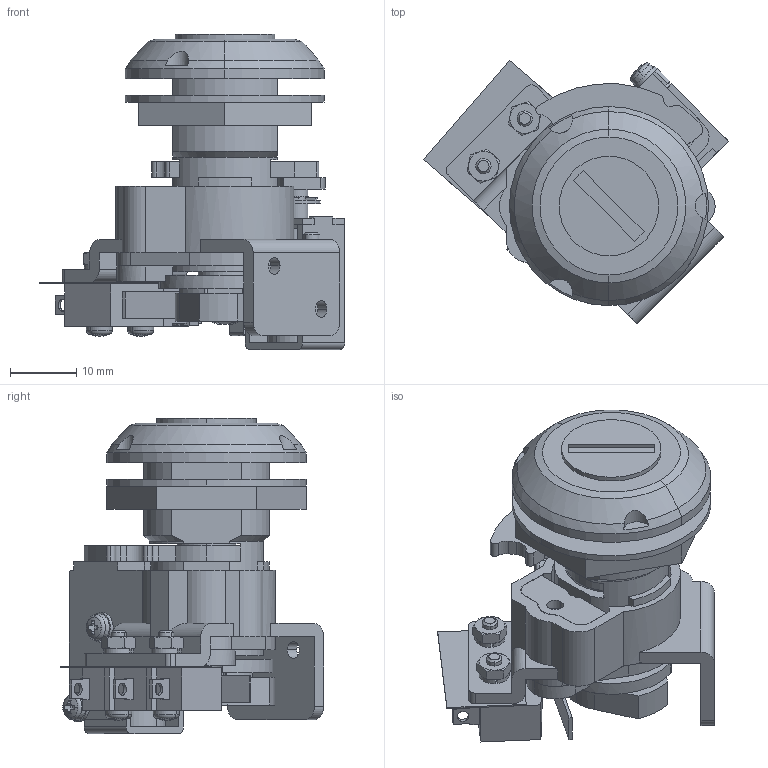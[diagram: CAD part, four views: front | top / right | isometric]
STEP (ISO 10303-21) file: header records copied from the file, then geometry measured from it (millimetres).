
FILE_DESCRIPTION (( 'STEP AP203' ), '1' );
FILE_NAME ('S-487-F-90-E-1.STEP', '2021-06-02T04:40:42', ( '' ), ( '' ), 'SwSTEP 2.0', 'SolidWorks 2018', '' );
FILE_SCHEMA (( 'CONFIG_CONTROL_DESIGN' ));
Length unit declared in the file: millimetre
Products named in the file (31): S-487-F-90-E-1_暯儚僢僔儍乕ISO(怴JIS)ver1.01__M3暯儚僢僔儍乕(SUS)傒偑偒娵; S-487-F-90-E-1_スリーブ_; S-487-F-90-E-1_ナット_; S-487-F-90-E-1_ソレノイド_; S-487-F-90-E-1_ソレノイド取付ネジ_; S-487-F-90-E-1_E形止め輪ver1.00__E形止め輪 呼び2.5(SUS); S-487-F-90-E-1_錠前Assy_; S-487-F-90-E-1_僜儗僲僀僪Assy_; S-487-F-90-E-1_レバー_; S-487-F-90-E-1_化粧キャップ_; S-487-F-90-E-1_十字穴付小ねじ_内径基準ver1.02__M3x8十字穴付なべ小ねじ(鉄)SWシングルセムス(P2); S-487-F-90-E-1_マイクロスイッチAssy_; S-487-F-90-E-1; S-487-F-90-E-1_六角穴付ボルト_内径基準ver1.01__M3x10六角穴付ボルト(鉄)シングルセムス; S-487-F-90-E-1_スプリングワッシャー_M2.3_; S-487-F-90-E-1_ディテントカム_; S-487-F-90-E-1_ナット_M2.3_; S-487-F-90-E-1_クランプ_; S-487-F-90-E-1_パッキン_; S-487-F-90-E-1_インシュレータ_; S-487-F-90-E-1_ストッパーリング_; S-487-F-90-E-1_シリンダー_; S-487-F-90-E-1_暯儚僢僔儍乕ISO(怴JIS)ver1.01__M3暯儚僢僔儍乕(揝)傒偑偒娵; S-487-F-90-E-1_カム_; S-487-F-90-E-1_マイクロスイッチ_; S-487-F-90-E-1_スライダー_; S-487-F-90-E-1_儂儖僟乕Assy_; S-487-F-90-E-1_シリンダーケース_; S-487-F-90-E-1_ホルダー_; S-487-F-90-E-1_ジョイント_; S-487-F-90-E-1_スイッチ取付ネジ_
Assembly tree (36 placements, depth 3):
  S-487-F-90-E-1
    S-487-F-90-E-1_錠前Assy_
      S-487-F-90-E-1_シリンダーケース_
      S-487-F-90-E-1_シリンダー_
      S-487-F-90-E-1_ジョイント_
      S-487-F-90-E-1_ストッパーリング_
      S-487-F-90-E-1_スリーブ_
    S-487-F-90-E-1_化粧キャップ_
    S-487-F-90-E-1_ナット_
    S-487-F-90-E-1_レバー_
    S-487-F-90-E-1_儂儖僟乕Assy_
      S-487-F-90-E-1_ホルダー_
      S-487-F-90-E-1_クランプ_
      S-487-F-90-E-1_スライダー_
      S-487-F-90-E-1_六角穴付ボルト_内径基準ver1.01__M3x10六角穴付ボルト(鉄)シングルセムス
      S-487-F-90-E-1_ディテントカム_
      S-487-F-90-E-1_十字穴付小ねじ_内径基準ver1.02__M3x8十字穴付なべ小ねじ(鉄)SWシングルセムス(P2)
    S-487-F-90-E-1_僜儗僲僀僪Assy_
      S-487-F-90-E-1_ソレノイド_
      S-487-F-90-E-1_暯儚僢僔儍乕ISO(怴JIS)ver1.01__M3暯儚僢僔儍乕(SUS)傒偑偒娵
      S-487-F-90-E-1_E形止め輪ver1.00__E形止め輪 呼び2.5(SUS)
      S-487-F-90-E-1_ソレノイド取付ネジ_  x2
    S-487-F-90-E-1_マイクロスイッチAssy_
      S-487-F-90-E-1_マイクロスイッチ_
      S-487-F-90-E-1_インシュレータ_
      S-487-F-90-E-1_スイッチ取付ネジ_  x2
      S-487-F-90-E-1_スプリングワッシャー_M2.3_  x2
      S-487-F-90-E-1_ナット_M2.3_  x2
    S-487-F-90-E-1_カム_
    S-487-F-90-E-1_十字穴付小ねじ_内径基準ver1.02__M3x8十字穴付なべ小ねじ(鉄)SWシングルセムス(P2)
    S-487-F-90-E-1_暯儚僢僔儍乕ISO(怴JIS)ver1.01__M3暯儚僢僔儍乕(揝)傒偑偒娵  x2
    S-487-F-90-E-1_パッキン_
Bounding box: 45.99 x 39.72 x 47.5 mm (x, y, z)
Volume: 20454.8 mm3; surface area: 24111.7 mm2
Topology: 34 solids, 34 shells, 957 faces, 2507 edges, 1635 vertices
Faces by surface type: plane 556, cylinder 309, cone 66, sphere 14, torus 12
Entity records: 28952 total; most frequent: CARTESIAN_POINT 4787, DIRECTION 4441, ORIENTED_EDGE 4274, EDGE_CURVE 2137, AXIS2_PLACEMENT_3D 1548, VERTEX_POINT 1400, LINE 1345, VECTOR 1345
